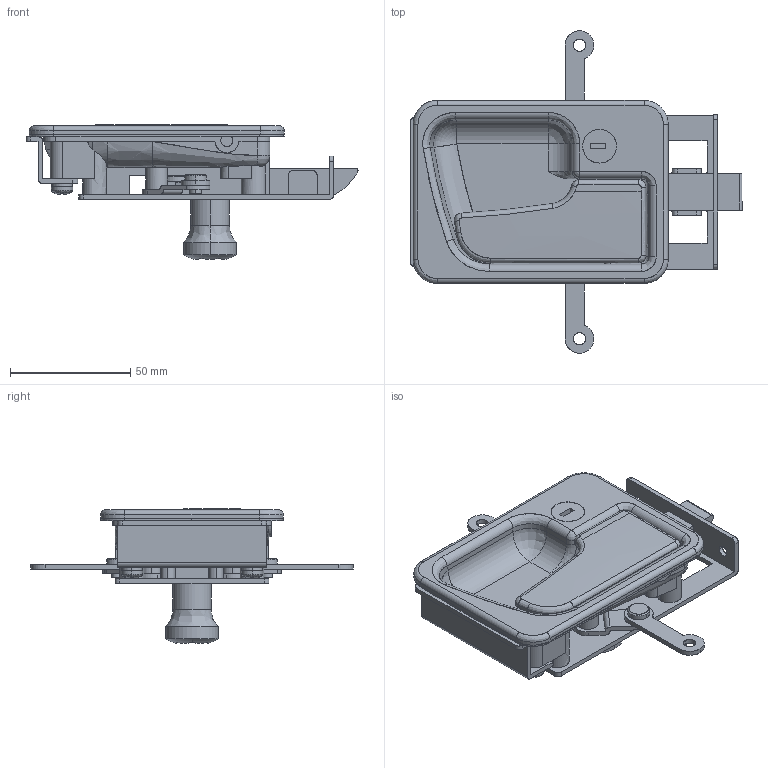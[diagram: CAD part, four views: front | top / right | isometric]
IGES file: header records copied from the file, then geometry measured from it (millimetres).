
Start section: SolidWorks IGES file using analytic representation for surfaces
Global section: file name: A-542-3-L.IGS; native system: SolidWorks 2018; preprocessor: SolidWorks 2018; author: 1337yo; date: 200214.142421; units: millimetre
Bounding box: 138 x 134.03 x 55.97 mm (x, y, z)
Surface area: 78677.6 mm2 (no closed solid volume)
Topology: 0 solids, 0 shells, 848 faces, 11502 edges, 11501 vertices
Faces by surface type: bspline 448, revolution 400
